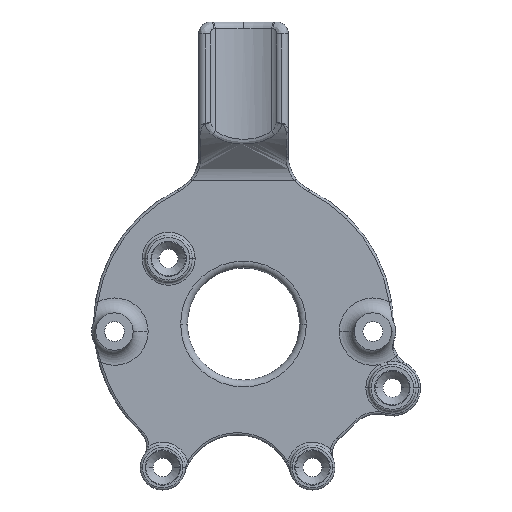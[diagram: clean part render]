
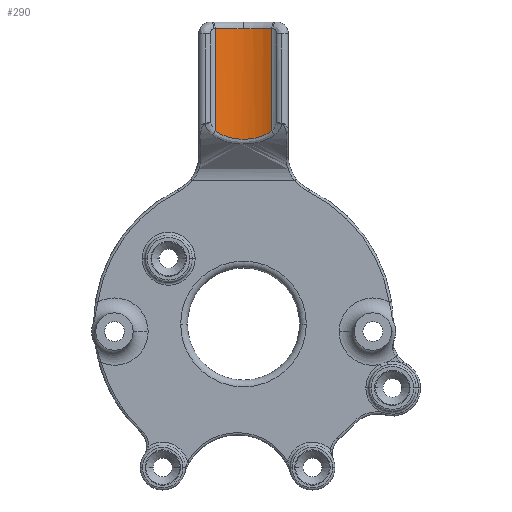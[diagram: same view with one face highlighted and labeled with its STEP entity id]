
A CAD part, top view. The second image highlights one B-rep face of the part: STEP entity #290.
In plain terms, the highlighted cylindrical face has radius 11.025 mm (diameter 22.049 mm), a partial arc.
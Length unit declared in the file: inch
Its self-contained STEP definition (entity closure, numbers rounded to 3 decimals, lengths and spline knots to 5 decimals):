
#118 = CARTESIAN_POINT ( 'NONE',  ( -0.1896, 1.28985, 0.3436 ) ) ;
#254 = VECTOR ( 'NONE', #3171, 39.37008 ) ;
#258 = CARTESIAN_POINT ( 'NONE',  ( -0.06814, 1.24035, 0.30505 ) ) ;
#273 = DIRECTION ( 'NONE',  ( 0., 1., 0. ) ) ;
#282 = ORIENTED_EDGE ( 'NONE', *, *, #7115, .T. ) ;
#290 = ADVANCED_FACE ( 'NONE', ( #4477 ), #7688, .F. ) ;
#523 = CARTESIAN_POINT ( 'NONE',  ( 0.09327, 1.24614, 0.31006 ) ) ;
#575 = ORIENTED_EDGE ( 'NONE', *, *, #1598, .T. ) ;
#871 = VERTEX_POINT ( 'NONE', #5069 ) ;
#907 = DIRECTION ( 'NONE',  ( 0., 0., -1. ) ) ;
#1032 = LINE ( 'NONE', #8425, #3754 ) ;
#1063 = CARTESIAN_POINT ( 'NONE',  ( -0.08473, 1.24373, 0.30802 ) ) ;
#1118 = VERTEX_POINT ( 'NONE', #118 ) ;
#1148 = CARTESIAN_POINT ( 'NONE',  ( 0.06832, 1.24068, 0.30533 ) ) ;
#1545 = AXIS2_PLACEMENT_3D ( 'NONE', #7095, #7008, #907 ) ;
#1554 = EDGE_CURVE ( 'NONE', #871, #6874, #1032, .T. ) ;
#1598 = EDGE_CURVE ( 'NONE', #3352, #5598, #8581, .T. ) ;
#1743 = CARTESIAN_POINT ( 'NONE',  ( -0.16244, 1.27242, 0.33123 ) ) ;
#2305 = CARTESIAN_POINT ( 'NONE',  ( 0., -1.10909, 0.73404 ) ) ;
#2540 = CARTESIAN_POINT ( 'NONE',  ( 0.05995, 1.23925, 0.30408 ) ) ;
#2664 = CARTESIAN_POINT ( 'NONE',  ( 0.17643, 1.28042, 0.33721 ) ) ;
#2762 = AXIS2_PLACEMENT_3D ( 'NONE', #3665, #273, #4455 ) ;
#3171 = DIRECTION ( 'NONE',  ( 0., 1., 0. ) ) ;
#3196 = CARTESIAN_POINT ( 'NONE',  ( 0.1896, 1.28985, 0.3436 ) ) ;
#3285 = CARTESIAN_POINT ( 'NONE',  ( 0.13304, 1.25874, 0.3206 ) ) ;
#3352 = VERTEX_POINT ( 'NONE', #6773 ) ;
#3581 = LINE ( 'NONE', #7710, #254 ) ;
#3665 = CARTESIAN_POINT ( 'NONE',  ( 0., 1.97261, 0.73404 ) ) ;
#3754 = VECTOR ( 'NONE', #4369, 39.37008 ) ;
#3901 = EDGE_LOOP ( 'NONE', ( #6152, #7111, #5168, #282, #575 ) ) ;
#3961 = CARTESIAN_POINT ( 'NONE',  ( -0.01711, 1.23495, 0.30025 ) ) ;
#4369 = DIRECTION ( 'NONE',  ( 0., 1., 0. ) ) ;
#4455 = DIRECTION ( 'NONE',  ( 0., 0., -1. ) ) ;
#4477 = FACE_OUTER_BOUND ( 'NONE', #3901, .T. ) ;
#4573 = CARTESIAN_POINT ( 'NONE',  ( -0.0343, 1.23609, 0.30127 ) ) ;
#4664 = CARTESIAN_POINT ( 'NONE',  ( 0.08496, 1.24411, 0.30831 ) ) ;
#5068 = DIRECTION ( 'NONE',  ( 0., 1., 0. ) ) ;
#5069 = CARTESIAN_POINT ( 'NONE',  ( 0.1896, 1.28985, 0.3436 ) ) ;
#5123 = CARTESIAN_POINT ( 'NONE',  ( -0.1896, 1.28985, 0.3436 ) ) ;
#5159 = CARTESIAN_POINT ( 'NONE',  ( -0.04282, 1.23695, 0.30203 ) ) ;
#5168 = ORIENTED_EDGE ( 'NONE', *, *, #1554, .T. ) ;
#5324 = CARTESIAN_POINT ( 'NONE',  ( -0.0084, 1.23467, 0.29999 ) ) ;
#5460 = EDGE_CURVE ( 'NONE', #1118, #871, #5964, .T. ) ;
#5598 = VERTEX_POINT ( 'NONE', #8704 ) ;
#5819 = CARTESIAN_POINT ( 'NONE',  ( -0.11728, 1.25294, 0.31581 ) ) ;
#5957 = CARTESIAN_POINT ( 'NONE',  ( 0.16246, 1.27243, 0.33125 ) ) ;
#5964 = B_SPLINE_CURVE_WITH_KNOTS ( 'NONE', 3,
 ( #5123, #7824, #1743, #7158, #5819, #1063, #258, #5159, #4573, #3961, #5324, #8041, #8749, #2540, #1148, #4664, #523, #6586, #3285, #5957, #2664, #3196 ),
 .UNSPECIFIED., .F., .F.,
 ( 4, 2, 2, 2, 2, 2, 2, 2, 2, 2, 4 ),
 ( 0., 0.00131, 0.00261, 0.00392, 0.00457, 0.00522, 0.00653, 0.00718, 0.00784, 0.00914, 0.01045 ),
 .UNSPECIFIED. ) ;
#6152 = ORIENTED_EDGE ( 'NONE', *, *, #7171, .F. ) ;
#6311 = AXIS2_PLACEMENT_3D ( 'NONE', #2305, #5068, #6408 ) ;
#6408 = DIRECTION ( 'NONE',  ( 0., 0., 1. ) ) ;
#6586 = CARTESIAN_POINT ( 'NONE',  ( 0.11759, 1.25305, 0.3159 ) ) ;
#6773 = CARTESIAN_POINT ( 'NONE',  ( 0., 1.97261, 0.3 ) ) ;
#6874 = VERTEX_POINT ( 'NONE', #8528 ) ;
#7008 = DIRECTION ( 'NONE',  ( 0., 1., 0. ) ) ;
#7095 = CARTESIAN_POINT ( 'NONE',  ( 0., 1.97261, 0.73404 ) ) ;
#7111 = ORIENTED_EDGE ( 'NONE', *, *, #5460, .T. ) ;
#7115 = EDGE_CURVE ( 'NONE', #6874, #3352, #7358, .T. ) ;
#7158 = CARTESIAN_POINT ( 'NONE',  ( -0.1329, 1.25868, 0.32055 ) ) ;
#7171 = EDGE_CURVE ( 'NONE', #1118, #5598, #3581, .T. ) ;
#7358 = CIRCLE ( 'NONE', #1545, 0.43404 ) ;
#7688 = CYLINDRICAL_SURFACE ( 'NONE', #6311, 0.43404 ) ;
#7710 = CARTESIAN_POINT ( 'NONE',  ( -0.1896, -1.10909, 0.3436 ) ) ;
#7824 = CARTESIAN_POINT ( 'NONE',  ( -0.17643, 1.28042, 0.33721 ) ) ;
#8041 = CARTESIAN_POINT ( 'NONE',  ( 0.01757, 1.23469, 0.30001 ) ) ;
#8425 = CARTESIAN_POINT ( 'NONE',  ( 0.1896, -1.10909, 0.3436 ) ) ;
#8528 = CARTESIAN_POINT ( 'NONE',  ( 0.1896, 1.97261, 0.3436 ) ) ;
#8581 = CIRCLE ( 'NONE', #2762, 0.43404 ) ;
#8704 = CARTESIAN_POINT ( 'NONE',  ( -0.1896, 1.97261, 0.3436 ) ) ;
#8749 = CARTESIAN_POINT ( 'NONE',  ( 0.03466, 1.23584, 0.30105 ) ) ;
